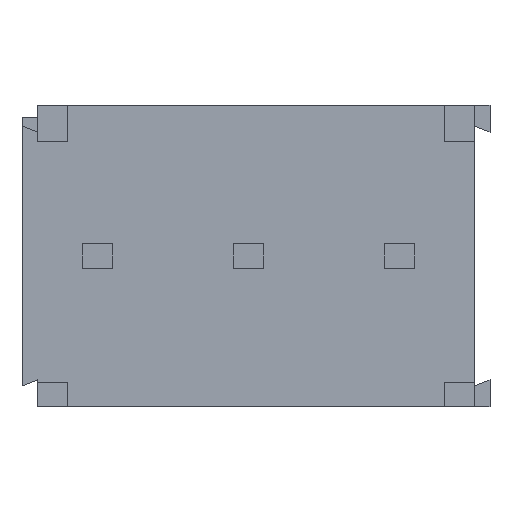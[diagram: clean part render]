
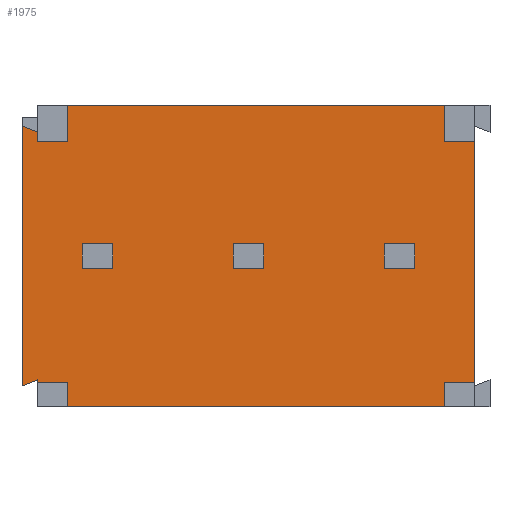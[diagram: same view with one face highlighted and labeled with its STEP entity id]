
A CAD part, front view. The second image highlights one B-rep face of the part: STEP entity #1975.
In plain terms, the highlighted planar face has unit normal (0, -1, 0).
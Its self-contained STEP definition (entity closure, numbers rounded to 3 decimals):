
#135=DIRECTION('',(0.,0.,-1.));
#136=VECTOR('',#135,8.6);
#137=CARTESIAN_POINT('',(-7.5,-18.8,-0.7));
#138=LINE('',#137,#136);
#171=DIRECTION('',(0.,0.,-1.));
#172=VECTOR('',#171,0.3);
#173=CARTESIAN_POINT('',(-7.,-18.8,-0.9));
#174=LINE('',#173,#172);
#175=DIRECTION('',(1.,0.,0.));
#176=VECTOR('',#175,1.);
#177=CARTESIAN_POINT('',(-7.,-18.8,-1.2));
#178=LINE('',#177,#176);
#179=DIRECTION('',(0.,0.,-1.));
#180=VECTOR('',#179,1.2);
#181=CARTESIAN_POINT('',(-6.,-18.8,0.));
#182=LINE('',#181,#180);
#183=DIRECTION('',(0.,0.,-1.));
#184=VECTOR('',#183,1.2);
#185=CARTESIAN_POINT('',(6.5,-18.8,0.));
#186=LINE('',#185,#184);
#187=DIRECTION('',(1.,0.,0.));
#188=VECTOR('',#187,1.);
#189=CARTESIAN_POINT('',(6.5,-18.8,-1.2));
#190=LINE('',#189,#188);
#191=DIRECTION('',(-1.,0.,0.));
#192=VECTOR('',#191,1.);
#193=CARTESIAN_POINT('',(7.5,-18.8,-9.2));
#194=LINE('',#193,#192);
#195=DIRECTION('',(0.,0.,1.));
#196=VECTOR('',#195,0.8);
#197=CARTESIAN_POINT('',(6.5,-18.8,-10.));
#198=LINE('',#197,#196);
#199=DIRECTION('',(0.,0.,1.));
#200=VECTOR('',#199,0.8);
#201=CARTESIAN_POINT('',(-6.,-18.8,-10.));
#202=LINE('',#201,#200);
#203=DIRECTION('',(-1.,0.,0.));
#204=VECTOR('',#203,1.);
#205=CARTESIAN_POINT('',(-6.,-18.8,-9.2));
#206=LINE('',#205,#204);
#215=DIRECTION('',(-1.,0.,0.));
#216=VECTOR('',#215,1.);
#217=CARTESIAN_POINT('',(5.5,-18.8,-5.4));
#218=LINE('',#217,#216);
#219=DIRECTION('',(0.,0.,1.));
#220=VECTOR('',#219,0.8);
#221=CARTESIAN_POINT('',(5.5,-18.8,-5.4));
#222=LINE('',#221,#220);
#223=DIRECTION('',(-1.,0.,0.));
#224=VECTOR('',#223,1.);
#225=CARTESIAN_POINT('',(5.5,-18.8,-4.6));
#226=LINE('',#225,#224);
#227=DIRECTION('',(0.,0.,1.));
#228=VECTOR('',#227,0.8);
#229=CARTESIAN_POINT('',(4.5,-18.8,-5.4));
#230=LINE('',#229,#228);
#231=DIRECTION('',(-1.,0.,0.));
#232=VECTOR('',#231,1.);
#233=CARTESIAN_POINT('',(0.5,-18.8,-5.4));
#234=LINE('',#233,#232);
#235=DIRECTION('',(0.,0.,1.));
#236=VECTOR('',#235,0.8);
#237=CARTESIAN_POINT('',(0.5,-18.8,-5.4));
#238=LINE('',#237,#236);
#239=DIRECTION('',(-1.,0.,0.));
#240=VECTOR('',#239,1.);
#241=CARTESIAN_POINT('',(0.5,-18.8,-4.6));
#242=LINE('',#241,#240);
#243=DIRECTION('',(0.,0.,1.));
#244=VECTOR('',#243,0.8);
#245=CARTESIAN_POINT('',(-0.5,-18.8,-5.4));
#246=LINE('',#245,#244);
#247=DIRECTION('',(-1.,0.,0.));
#248=VECTOR('',#247,1.);
#249=CARTESIAN_POINT('',(-4.5,-18.8,-5.4));
#250=LINE('',#249,#248);
#251=DIRECTION('',(0.,0.,1.));
#252=VECTOR('',#251,0.8);
#253=CARTESIAN_POINT('',(-4.5,-18.8,-5.4));
#254=LINE('',#253,#252);
#255=DIRECTION('',(-1.,0.,0.));
#256=VECTOR('',#255,1.);
#257=CARTESIAN_POINT('',(-4.5,-18.8,-4.6));
#258=LINE('',#257,#256);
#259=DIRECTION('',(0.,0.,1.));
#260=VECTOR('',#259,0.8);
#261=CARTESIAN_POINT('',(-5.5,-18.8,-5.4));
#262=LINE('',#261,#260);
#319=DIRECTION('',(1.,0.,0.));
#320=VECTOR('',#319,12.5);
#321=CARTESIAN_POINT('',(-6.,-18.8,0.));
#322=LINE('',#321,#320);
#439=DIRECTION('',(0.,0.,-1.));
#440=VECTOR('',#439,8.);
#441=CARTESIAN_POINT('',(7.5,-18.8,-1.2));
#442=LINE('',#441,#440);
#655=DIRECTION('',(0.928,0.,0.371));
#656=VECTOR('',#655,0.539);
#657=CARTESIAN_POINT('',(-7.5,-18.8,-9.3));
#658=LINE('',#657,#656);
#659=DIRECTION('',(0.,0.,-1.));
#660=VECTOR('',#659,0.1);
#661=CARTESIAN_POINT('',(-7.,-18.8,-9.1));
#662=LINE('',#661,#660);
#683=DIRECTION('',(1.,0.,0.));
#684=VECTOR('',#683,12.5);
#685=CARTESIAN_POINT('',(-6.,-18.8,-10.));
#686=LINE('',#685,#684);
#857=DIRECTION('',(-0.928,0.,0.371));
#858=VECTOR('',#857,0.539);
#859=CARTESIAN_POINT('',(-7.,-18.8,-0.9));
#860=LINE('',#859,#858);
#1709=CARTESIAN_POINT('',(5.5,-18.8,-5.4));
#1710=VERTEX_POINT('',#1709);
#1711=CARTESIAN_POINT('',(4.5,-18.8,-5.4));
#1712=VERTEX_POINT('',#1711);
#1713=CARTESIAN_POINT('',(5.5,-18.8,-4.6));
#1714=VERTEX_POINT('',#1713);
#1715=CARTESIAN_POINT('',(4.5,-18.8,-4.6));
#1716=VERTEX_POINT('',#1715);
#1725=CARTESIAN_POINT('',(0.5,-18.8,-5.4));
#1726=VERTEX_POINT('',#1725);
#1727=CARTESIAN_POINT('',(-0.5,-18.8,-5.4));
#1728=VERTEX_POINT('',#1727);
#1729=CARTESIAN_POINT('',(0.5,-18.8,-4.6));
#1730=VERTEX_POINT('',#1729);
#1731=CARTESIAN_POINT('',(-0.5,-18.8,-4.6));
#1732=VERTEX_POINT('',#1731);
#1741=CARTESIAN_POINT('',(-4.5,-18.8,-5.4));
#1742=VERTEX_POINT('',#1741);
#1743=CARTESIAN_POINT('',(-5.5,-18.8,-5.4));
#1744=VERTEX_POINT('',#1743);
#1745=CARTESIAN_POINT('',(-4.5,-18.8,-4.6));
#1746=VERTEX_POINT('',#1745);
#1747=CARTESIAN_POINT('',(-5.5,-18.8,-4.6));
#1748=VERTEX_POINT('',#1747);
#1761=CARTESIAN_POINT('',(-7.5,-18.8,-0.7));
#1762=CARTESIAN_POINT('',(-7.5,-18.8,-9.3));
#1763=VERTEX_POINT('',#1761);
#1764=VERTEX_POINT('',#1762);
#1773=CARTESIAN_POINT('',(-7.,-18.8,-9.1));
#1774=VERTEX_POINT('',#1773);
#1807=CARTESIAN_POINT('',(-7.,-18.8,-0.9));
#1808=CARTESIAN_POINT('',(-7.,-18.8,-1.2));
#1809=VERTEX_POINT('',#1807);
#1810=VERTEX_POINT('',#1808);
#1811=CARTESIAN_POINT('',(-6.,-18.8,-1.2));
#1812=VERTEX_POINT('',#1811);
#1813=CARTESIAN_POINT('',(-6.,-18.8,0.));
#1814=VERTEX_POINT('',#1813);
#1819=CARTESIAN_POINT('',(6.5,-18.8,0.));
#1820=CARTESIAN_POINT('',(6.5,-18.8,-1.2));
#1821=VERTEX_POINT('',#1819);
#1822=VERTEX_POINT('',#1820);
#1823=CARTESIAN_POINT('',(7.5,-18.8,-1.2));
#1824=VERTEX_POINT('',#1823);
#1825=CARTESIAN_POINT('',(-6.,-18.8,-10.));
#1826=CARTESIAN_POINT('',(-6.,-18.8,-9.2));
#1827=VERTEX_POINT('',#1825);
#1828=VERTEX_POINT('',#1826);
#1829=CARTESIAN_POINT('',(-7.,-18.8,-9.2));
#1830=VERTEX_POINT('',#1829);
#1835=CARTESIAN_POINT('',(7.5,-18.8,-9.2));
#1836=CARTESIAN_POINT('',(6.5,-18.8,-9.2));
#1837=VERTEX_POINT('',#1835);
#1838=VERTEX_POINT('',#1836);
#1839=CARTESIAN_POINT('',(6.5,-18.8,-10.));
#1840=VERTEX_POINT('',#1839);
#1907=CARTESIAN_POINT('',(-7.5,-18.8,0.));
#1908=DIRECTION('',(0.,-1.,0.));
#1909=DIRECTION('',(1.,0.,0.));
#1910=AXIS2_PLACEMENT_3D('',#1907,#1908,#1909);
#1911=PLANE('',#1910);
#1913=ORIENTED_EDGE('',*,*,#1912,.T.);
#1915=ORIENTED_EDGE('',*,*,#1914,.T.);
#1917=ORIENTED_EDGE('',*,*,#1916,.F.);
#1919=ORIENTED_EDGE('',*,*,#1918,.T.);
#1921=ORIENTED_EDGE('',*,*,#1920,.T.);
#1923=ORIENTED_EDGE('',*,*,#1922,.T.);
#1925=ORIENTED_EDGE('',*,*,#1924,.T.);
#1927=ORIENTED_EDGE('',*,*,#1926,.T.);
#1929=ORIENTED_EDGE('',*,*,#1928,.F.);
#1931=ORIENTED_EDGE('',*,*,#1930,.F.);
#1933=ORIENTED_EDGE('',*,*,#1932,.T.);
#1935=ORIENTED_EDGE('',*,*,#1934,.T.);
#1937=ORIENTED_EDGE('',*,*,#1936,.F.);
#1939=ORIENTED_EDGE('',*,*,#1938,.F.);
#1940=ORIENTED_EDGE('',*,*,#1886,.F.);
#1942=ORIENTED_EDGE('',*,*,#1941,.F.);
#1943=EDGE_LOOP('',(#1913,#1915,#1917,#1919,#1921,#1923,#1925,#1927,#1929,#1931,
#1933,#1935,#1937,#1939,#1940,#1942));
#1944=FACE_OUTER_BOUND('',#1943,.F.);
#1946=ORIENTED_EDGE('',*,*,#1945,.F.);
#1948=ORIENTED_EDGE('',*,*,#1947,.T.);
#1950=ORIENTED_EDGE('',*,*,#1949,.T.);
#1952=ORIENTED_EDGE('',*,*,#1951,.F.);
#1953=EDGE_LOOP('',(#1946,#1948,#1950,#1952));
#1954=FACE_BOUND('',#1953,.F.);
#1956=ORIENTED_EDGE('',*,*,#1955,.F.);
#1958=ORIENTED_EDGE('',*,*,#1957,.T.);
#1960=ORIENTED_EDGE('',*,*,#1959,.T.);
#1962=ORIENTED_EDGE('',*,*,#1961,.F.);
#1963=EDGE_LOOP('',(#1956,#1958,#1960,#1962));
#1964=FACE_BOUND('',#1963,.F.);
#1966=ORIENTED_EDGE('',*,*,#1965,.F.);
#1968=ORIENTED_EDGE('',*,*,#1967,.T.);
#1970=ORIENTED_EDGE('',*,*,#1969,.T.);
#1972=ORIENTED_EDGE('',*,*,#1971,.F.);
#1973=EDGE_LOOP('',(#1966,#1968,#1970,#1972));
#1974=FACE_BOUND('',#1973,.F.);
#1886=EDGE_CURVE('',#1763,#1764,#138,.T.);
#1912=EDGE_CURVE('',#1809,#1810,#174,.T.);
#1914=EDGE_CURVE('',#1810,#1812,#178,.T.);
#1916=EDGE_CURVE('',#1814,#1812,#182,.T.);
#1918=EDGE_CURVE('',#1814,#1821,#322,.T.);
#1920=EDGE_CURVE('',#1821,#1822,#186,.T.);
#1922=EDGE_CURVE('',#1822,#1824,#190,.T.);
#1924=EDGE_CURVE('',#1824,#1837,#442,.T.);
#1926=EDGE_CURVE('',#1837,#1838,#194,.T.);
#1928=EDGE_CURVE('',#1840,#1838,#198,.T.);
#1930=EDGE_CURVE('',#1827,#1840,#686,.T.);
#1932=EDGE_CURVE('',#1827,#1828,#202,.T.);
#1934=EDGE_CURVE('',#1828,#1830,#206,.T.);
#1936=EDGE_CURVE('',#1774,#1830,#662,.T.);
#1938=EDGE_CURVE('',#1764,#1774,#658,.T.);
#1941=EDGE_CURVE('',#1809,#1763,#860,.T.);
#1945=EDGE_CURVE('',#1710,#1712,#218,.T.);
#1947=EDGE_CURVE('',#1710,#1714,#222,.T.);
#1949=EDGE_CURVE('',#1714,#1716,#226,.T.);
#1951=EDGE_CURVE('',#1712,#1716,#230,.T.);
#1955=EDGE_CURVE('',#1726,#1728,#234,.T.);
#1957=EDGE_CURVE('',#1726,#1730,#238,.T.);
#1959=EDGE_CURVE('',#1730,#1732,#242,.T.);
#1961=EDGE_CURVE('',#1728,#1732,#246,.T.);
#1965=EDGE_CURVE('',#1742,#1744,#250,.T.);
#1967=EDGE_CURVE('',#1742,#1746,#254,.T.);
#1969=EDGE_CURVE('',#1746,#1748,#258,.T.);
#1971=EDGE_CURVE('',#1744,#1748,#262,.T.);
#1975=ADVANCED_FACE('',(#1944,#1954,#1964,#1974),#1911,.T.);
